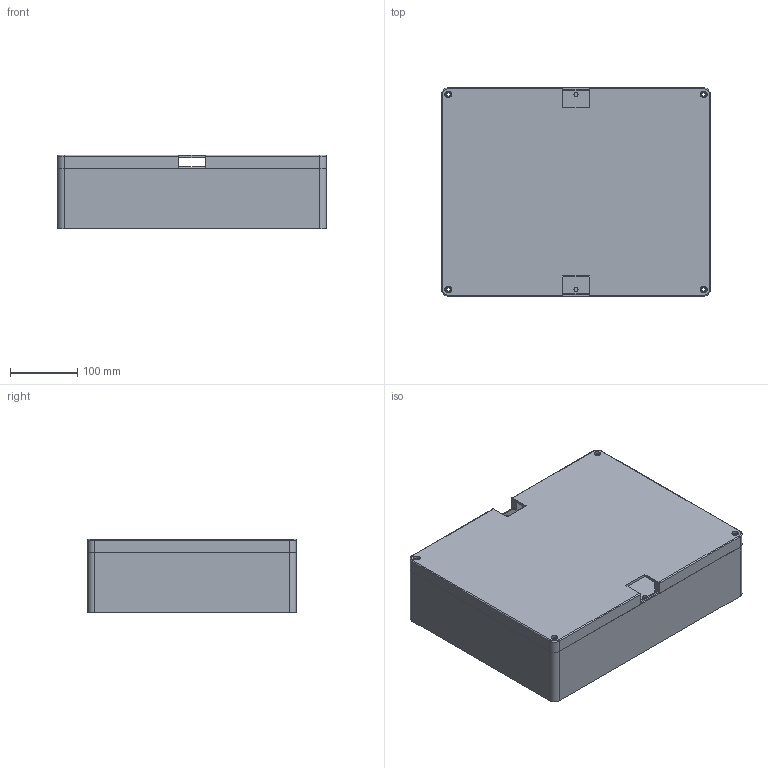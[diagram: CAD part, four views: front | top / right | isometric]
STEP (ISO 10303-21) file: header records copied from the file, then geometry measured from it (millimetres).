
FILE_DESCRIPTION((''),'2;1');
FILE_NAME('HALP314011_ASM','2009-01-21T',('pasi_koskela'),(''),'PRO/ENGINEER BY PARAMETRIC TECHNOLOGY CORPORATION, 2008250','PRO/ENGINEER BY PARAMETRIC TECHNOLOGY CORPORATION, 2008250','');
FILE_SCHEMA(('AUTOMOTIVE_DESIGN_CC2 { 1 2 10303 214 -1 1 5 2 }'));
Length unit declared in the file: millimetre
Products named in the file (3): HALP314009B; HALP314002L; HALP314011_ASM
Assembly tree (2 placements, depth 2):
  HALP314011_ASM
    HALP314009B
    HALP314002L
Bounding box: 400 x 310 x 110 mm (x, y, z)
Volume: 1909147.1 mm3; surface area: 821833.4 mm2
Topology: 2 solids, 18 shells, 360 faces, 938 edges, 606 vertices
Faces by surface type: plane 160, cylinder 160, cone 32, torus 4, bspline 4
Entity records: 14171 total; most frequent: DIRECTION 1996, CARTESIAN_POINT 1961, ORIENTED_EDGE 1812, PRESENTATION_STYLE_ASSIGNMENT 936, STYLED_ITEM 936, CURVE_STYLE 918, EDGE_CURVE 918, AXIS2_PLACEMENT_3D 723
